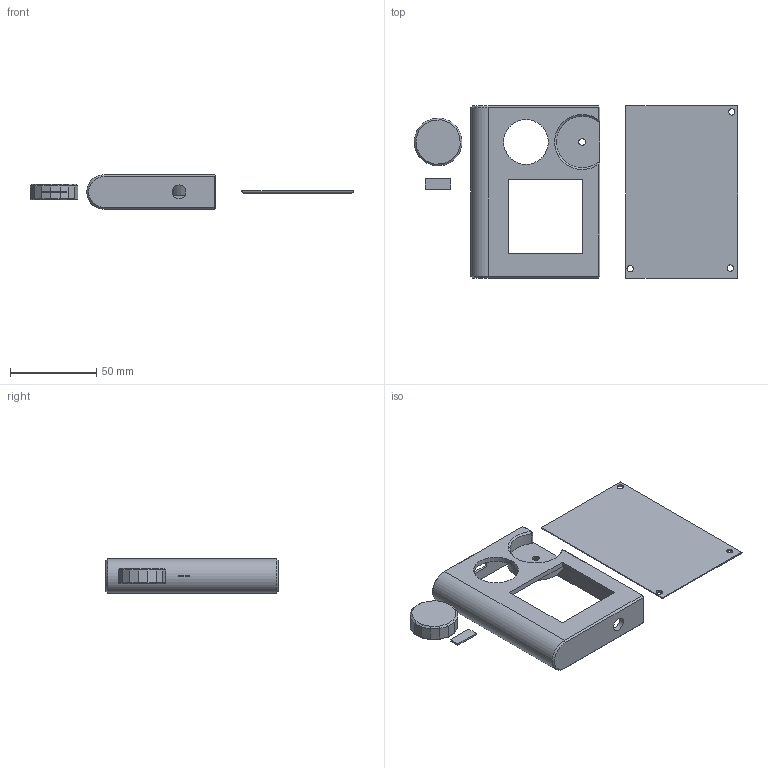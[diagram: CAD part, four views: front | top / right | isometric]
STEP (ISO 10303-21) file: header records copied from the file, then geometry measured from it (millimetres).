
FILE_DESCRIPTION(/* description */ (''),/* implementation_level */ '2;1');
FILE_NAME(/* name */ 'Luxer_main v9.step',/* time_stamp */ '2020-02-22T22:44:07+08:00',/* author */ (''),/* organization */ (''),/* preprocessor_version */ 'ST-DEVELOPER v18',/* originating_system */ 'Autodesk Translation Framework v8.12.0.6',/* authorisation */ '');
FILE_SCHEMA (('AUTOMOTIVE_DESIGN { 1 0 10303 214 3 1 1 }'));
Length unit declared in the file: millimetre
Products named in the file (1): Luxer_main
Bounding box: 187.84 x 100 x 20 mm (x, y, z)
Volume: 43303.9 mm3; surface area: 39868.9 mm2
Topology: 4 solids, 4 shells, 142 faces, 335 edges, 204 vertices
Faces by surface type: plane 85, cylinder 47, cone 10
Full cylindrical faces by diameter (mm): 3.7 x6, 3.9 x1, 4 x1, 7.5 x1, 8 x1, 10 x1, 22 x1, 26 x1
Entity records: 4091 total; most frequent: CARTESIAN_POINT 725, DIRECTION 699, ORIENTED_EDGE 666, EDGE_CURVE 333, LINE 243, VECTOR 243, AXIS2_PLACEMENT_3D 228, VERTEX_POINT 204
